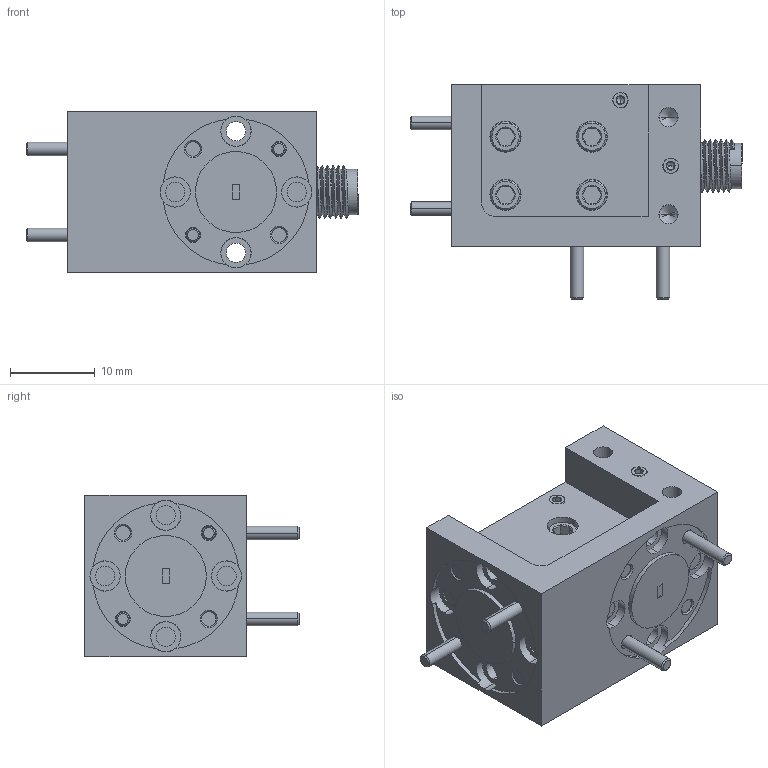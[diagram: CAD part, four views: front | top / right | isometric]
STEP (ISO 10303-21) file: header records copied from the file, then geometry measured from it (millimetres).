
FILE_DESCRIPTION (( 'STEP AP203' ), '1' );
FILE_NAME ('SFB-06-N1, Defeatured.STEP', '2021-03-17T23:23:55', ( '' ), ( '' ), 'SwSTEP 2.0', 'SolidWorks 2020', '' );
FILE_SCHEMA (( 'CONFIG_CONTROL_DESIGN' ));
Length unit declared in the file: inch
Products named in the file (1): SFB-06-N1, Defeatured
Bounding box: 39.06 x 25.21 x 19.05 mm (x, y, z)
Volume: 7194.4 mm3; surface area: 4559.7 mm2
Topology: 7 solids, 10 shells, 459 faces, 1014 edges, 600 vertices
Faces by surface type: cylinder 173, cone 151, plane 133, bspline 2
Entity records: 14038 total; most frequent: CARTESIAN_POINT 3940, DIRECTION 2193, ORIENTED_EDGE 1984, EDGE_CURVE 992, AXIS2_PLACEMENT_3D 882, VERTEX_POINT 600, EDGE_LOOP 522, FACE_OUTER_BOUND 459
